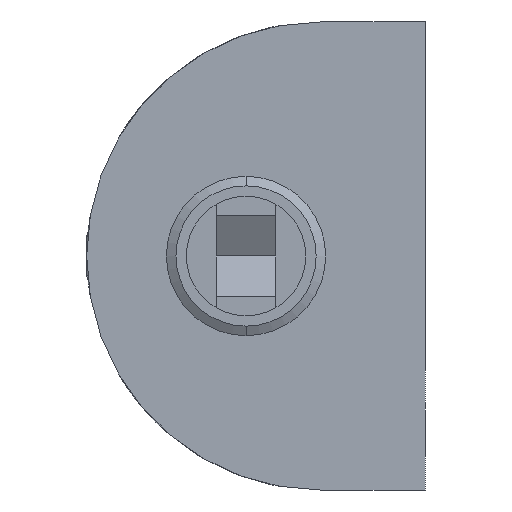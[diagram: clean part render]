
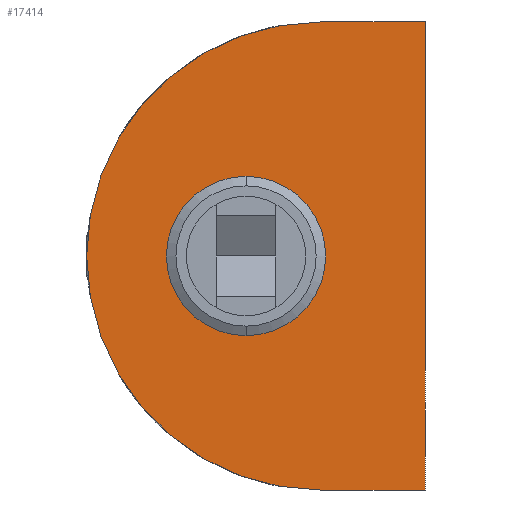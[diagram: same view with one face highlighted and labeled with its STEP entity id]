
A CAD part, left-side view. The second image highlights one B-rep face of the part: STEP entity #17414.
In plain terms, the highlighted planar face has unit normal (-1, 0, 0).
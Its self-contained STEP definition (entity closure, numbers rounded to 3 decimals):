
#7824=VERTEX_POINT('',#22928);
#8860=VERTEX_POINT('',#24053);
#11584=EDGE_CURVE('',#15182,#18468,#27011,.T.);
#13882=VERTEX_POINT('',#29523);
#15182=VERTEX_POINT('',#30928);
#15276=EDGE_CURVE('',#7824,#13882,#31031,.T.);
#17414=ADVANCED_FACE('',(#33365,#33366),#33367,.F.);
#18468=VERTEX_POINT('',#34513);
#19440=EDGE_CURVE('',#8860,#22612,#35569,.T.);
#20972=EDGE_CURVE('',#22612,#13882,#37222,.T.);
#21586=EDGE_CURVE('',#18468,#15182,#37901,.T.);
#22454=EDGE_CURVE('',#7824,#8860,#38844,.T.);
#22612=VERTEX_POINT('',#39014);
#22928=CARTESIAN_POINT('',(-7.0,10.5,23.5));
#24053=CARTESIAN_POINT('',(-7.0,10.5,-23.5));
#27011=CIRCLE('',#49896,8.0);
#29523=CARTESIAN_POINT('',(-7.0,0.0,23.5));
#30928=CARTESIAN_POINT('',(-7.0,18.0,8.0));
#31031=LINE('',#59964,#59965);
#33365=FACE_OUTER_BOUND('',#65880,.T.);
#33366=FACE_BOUND('',#65881,.T.);
#33367=PLANE('',#65882);
#34513=CARTESIAN_POINT('',(-7.0,18.0,-8.0));
#35569=LINE('',#71407,#71408);
#37222=LINE('',#75574,#75575);
#37901=CIRCLE('',#77249,8.0);
#38844=CIRCLE('',#79689,23.5);
#39014=CARTESIAN_POINT('',(-7.0,0.0,-23.5));
#49896=AXIS2_PLACEMENT_3D('',#84333,#84334,#84335);
#59964=CARTESIAN_POINT('',(-7.0,10.5,23.5));
#59965=VECTOR('',#88528,10.5);
#65880=EDGE_LOOP('',(#91011,#91012,#91013,#91014));
#65881=EDGE_LOOP('',(#91015,#91016));
#65882=AXIS2_PLACEMENT_3D('',#91017,#91018,#91019);
#71407=CARTESIAN_POINT('',(-7.0,10.5,-23.5));
#71408=VECTOR('',#93044,10.5);
#75574=CARTESIAN_POINT('',(-7.0,0.0,-23.5));
#75575=VECTOR('',#94308,47.0);
#77249=AXIS2_PLACEMENT_3D('',#94999,#95000,#95001);
#79689=AXIS2_PLACEMENT_3D('',#95801,#95802,#95803);
#84333=CARTESIAN_POINT('',(-7.0,18.0,0.));
#84334=DIRECTION('',(-1.0,0.0,0.));
#84335=DIRECTION('',(0.,0.0,1.0));
#88528=DIRECTION('',(0.0,-1.0,0.0));
#91011=ORIENTED_EDGE('',*,*,#20972,.T.);
#91012=ORIENTED_EDGE('',*,*,#15276,.F.);
#91013=ORIENTED_EDGE('',*,*,#22454,.T.);
#91014=ORIENTED_EDGE('',*,*,#19440,.T.);
#91015=ORIENTED_EDGE('',*,*,#11584,.F.);
#91016=ORIENTED_EDGE('',*,*,#21586,.F.);
#91017=CARTESIAN_POINT('',(-7.0,10.5,-23.5));
#91018=DIRECTION('',(1.0,0.0,0.));
#91019=DIRECTION('',(0.0,-1.0,0.0));
#93044=DIRECTION('',(0.0,-1.0,0.0));
#94308=DIRECTION('',(0.,0.0,1.0));
#94999=CARTESIAN_POINT('',(-7.0,18.0,0.));
#95000=DIRECTION('',(-1.0,0.0,0.));
#95001=DIRECTION('',(0.,0.0,1.0));
#95801=CARTESIAN_POINT('',(-7.0,10.5,0.));
#95802=DIRECTION('',(-1.0,0.0,0.));
#95803=DIRECTION('',(0.,0.0,1.0));
